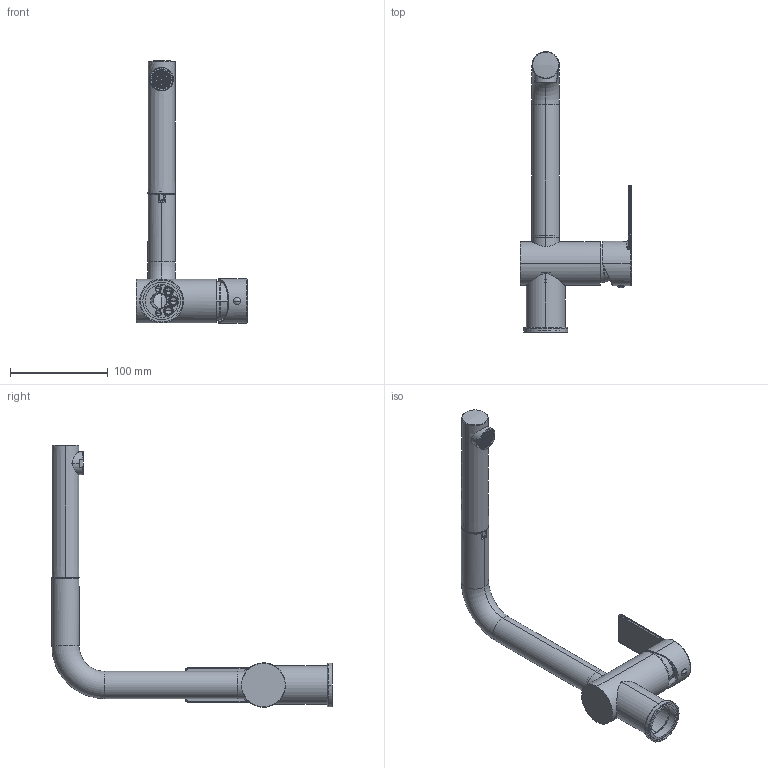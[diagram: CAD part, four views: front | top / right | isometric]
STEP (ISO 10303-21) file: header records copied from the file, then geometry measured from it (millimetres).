
FILE_DESCRIPTION((''),'2;1');
FILE_NAME('TA185NO-SI','2023-09-28T08:46:59',('simone.bertoli'),('PAFFONI SpA'),'CREO PARAMETRIC BY PTC INC, 2022124','CREO PARAMETRIC BY PTC INC, 2022124','');
FILE_SCHEMA(('CONFIG_CONTROL_DESIGN','SHAPE_APPEARANCE_LAYERS_GROUPS'));
Length unit declared in the file: millimetre
Products named in the file (1): TA185NO-SI
Bounding box: 114.1 x 287 x 268.72 mm (x, y, z)
Volume: 225324.8 mm3; surface area: 179606.5 mm2
Topology: 1 solids, 1 shells, 4601 faces, 15475 edges, 10643 vertices
Faces by surface type: plane 2178, cylinder 1758, cone 256, bspline 181, torus 156, extrusion 52, sphere 20
Entity records: 295098 total; most frequent: CARTESIAN_POINT 130694, ORIENTED_EDGE 30894, DIRECTION 23117, EDGE_CURVE 15447, VERTEX_POINT 10643, AXIS2_PLACEMENT_3D 7713, VECTOR 7691, LINE 7639
